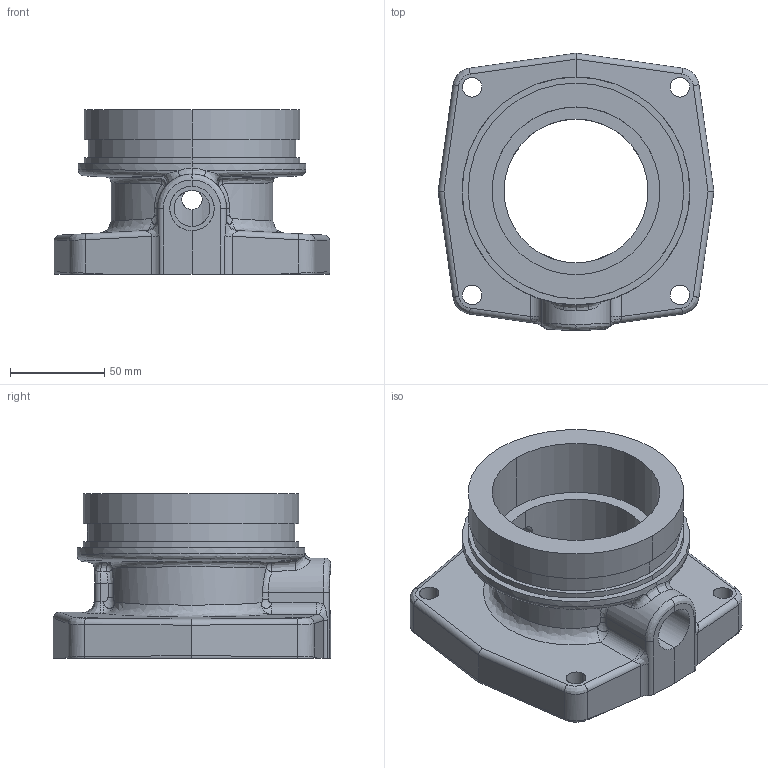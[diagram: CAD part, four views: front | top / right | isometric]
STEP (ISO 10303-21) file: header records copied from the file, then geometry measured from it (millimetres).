
FILE_DESCRIPTION((''),'2;1');
FILE_NAME('C41820_SW0001','2012-01-16T',('jhabe'),(''),'PRO/ENGINEER BY PARAMETRIC TECHNOLOGY CORPORATION, 2011310','PRO/ENGINEER BY PARAMETRIC TECHNOLOGY CORPORATION, 2011310','');
FILE_SCHEMA(('CONFIG_CONTROL_DESIGN'));
Length unit declared in the file: inch
Products named in the file (1): C41820_SW0001
Bounding box: 146.05 x 147.01 x 87.3 mm (x, y, z)
Surface area: 97201.2 mm2 (no closed solid volume)
Topology: 0 solids, 1 shells, 146 faces, 344 edges, 201 vertices
Faces by surface type: cylinder 67, bspline 42, plane 25, sphere 8, extrusion 2, cone 2
Entity records: 6836 total; most frequent: CARTESIAN_POINT 3790, ORIENTED_EDGE 688, DIRECTION 524, EDGE_CURVE 344, AXIS2_PLACEMENT_3D 205, VERTEX_POINT 201, EDGE_LOOP 161, FACE_OUTER_BOUND 146
